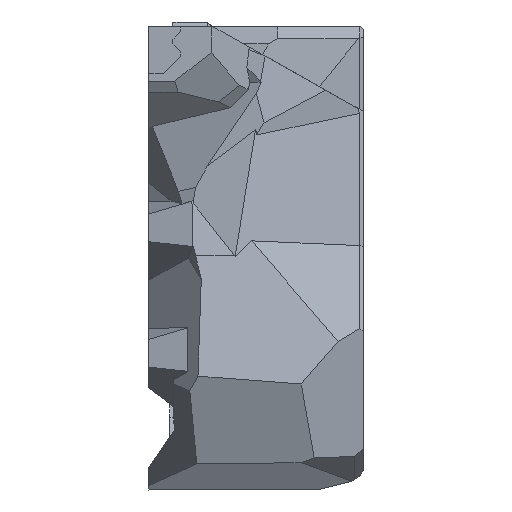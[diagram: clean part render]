
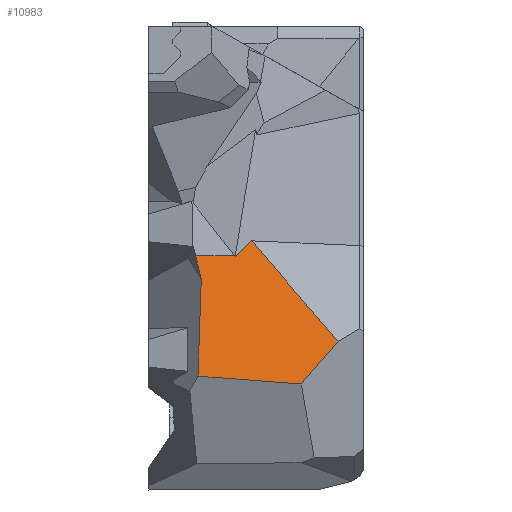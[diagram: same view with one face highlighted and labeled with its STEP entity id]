
A CAD part, left-side view. The second image highlights one B-rep face of the part: STEP entity #10983.
In plain terms, the highlighted planar face has unit normal (-0.966, 0, 0.261).
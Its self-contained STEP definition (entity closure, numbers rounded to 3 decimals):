
#864=LINE('',#24562,#1738);
#868=LINE('',#24569,#1742);
#878=LINE('',#24590,#1752);
#879=LINE('',#24592,#1753);
#880=LINE('',#24594,#1754);
#881=LINE('',#24596,#1755);
#882=LINE('',#24598,#1756);
#883=LINE('',#24599,#1757);
#1738=VECTOR('',#12909,10.);
#1742=VECTOR('',#12915,10.);
#1752=VECTOR('',#12937,10.);
#1753=VECTOR('',#12938,10.);
#1754=VECTOR('',#12939,10.);
#1755=VECTOR('',#12940,10.);
#1756=VECTOR('',#12941,10.);
#1757=VECTOR('',#12942,10.);
#2563=FACE_OUTER_BOUND('',#3174,.T.);
#3174=EDGE_LOOP('',(#8532,#8533,#8534,#8535,#8536,#8537,#8538,#8539));
#4766=VERTEX_POINT('',#24559);
#4767=VERTEX_POINT('',#24561);
#4769=VERTEX_POINT('',#24567);
#4774=VERTEX_POINT('',#24589);
#4775=VERTEX_POINT('',#24591);
#4776=VERTEX_POINT('',#24593);
#4777=VERTEX_POINT('',#24595);
#4778=VERTEX_POINT('',#24597);
#6158=EDGE_CURVE('',#4767,#4766,#864,.T.);
#6162=EDGE_CURVE('',#4769,#4766,#868,.T.);
#6172=EDGE_CURVE('',#4774,#4769,#878,.T.);
#6173=EDGE_CURVE('',#4774,#4775,#879,.F.);
#6174=EDGE_CURVE('',#4776,#4775,#880,.T.);
#6175=EDGE_CURVE('',#4777,#4776,#881,.T.);
#6176=EDGE_CURVE('',#4778,#4777,#882,.T.);
#6177=EDGE_CURVE('',#4767,#4778,#883,.T.);
#8532=ORIENTED_EDGE('',*,*,#6158,.T.);
#8533=ORIENTED_EDGE('',*,*,#6162,.F.);
#8534=ORIENTED_EDGE('',*,*,#6172,.F.);
#8535=ORIENTED_EDGE('',*,*,#6173,.T.);
#8536=ORIENTED_EDGE('',*,*,#6174,.F.);
#8537=ORIENTED_EDGE('',*,*,#6175,.F.);
#8538=ORIENTED_EDGE('',*,*,#6176,.F.);
#8539=ORIENTED_EDGE('',*,*,#6177,.F.);
#10577=PLANE('',#11577);
#10983=ADVANCED_FACE('',(#2563),#10577,.F.);
#11577=AXIS2_PLACEMENT_3D('',#24588,#12935,#12936);
#12909=DIRECTION('',(0.2,0.64,0.742));
#12915=DIRECTION('',(0.185,-0.705,0.685));
#12935=DIRECTION('center_axis',(0.965,0.,
-0.261));
#12936=DIRECTION('ref_axis',(-0.261,0.,-0.965));
#12937=DIRECTION('',(-0.21,-0.59,-0.779));
#12938=DIRECTION('',(0.,-1.,0.));
#12939=DIRECTION('',(0.254,0.23,0.94));
#12940=DIRECTION('',(0.26,-0.033,0.965));
#12941=DIRECTION('',(0.02,0.997,0.075));
#12942=DIRECTION('',(-0.2,0.64,-0.742));
#24559=CARTESIAN_POINT('',(-30.604,-13.131,34.17));
#24561=CARTESIAN_POINT('',(-34.062,-24.186,21.352));
#24562=CARTESIAN_POINT('',(-33.525,-22.468,23.344));
#24567=CARTESIAN_POINT('',(-31.151,-11.042,32.142));
#24569=CARTESIAN_POINT('',(-28.391,-21.577,42.369));
#24588=CARTESIAN_POINT('Origin',(-31.121,-27.5,32.254));
#24589=CARTESIAN_POINT('',(-31.121,-10.956,32.254));
#24590=CARTESIAN_POINT('',(-31.026,-10.692,32.604));
#24591=CARTESIAN_POINT('',(-31.121,-5.979,32.254));
#24592=CARTESIAN_POINT('',(-31.121,-27.5,32.254));
#24593=CARTESIAN_POINT('',(-31.929,-6.712,29.257));
#24594=CARTESIAN_POINT('',(-27.9,-3.061,44.189));
#24595=CARTESIAN_POINT('',(-35.265,-6.292,16.896));
#24596=CARTESIAN_POINT('',(-30.401,-6.905,34.919));
#24597=CARTESIAN_POINT('',(-35.534,-19.483,15.897));
#24598=CARTESIAN_POINT('',(-35.564,-20.969,15.785));
#24599=CARTESIAN_POINT('',(-34.793,-21.852,18.645));
